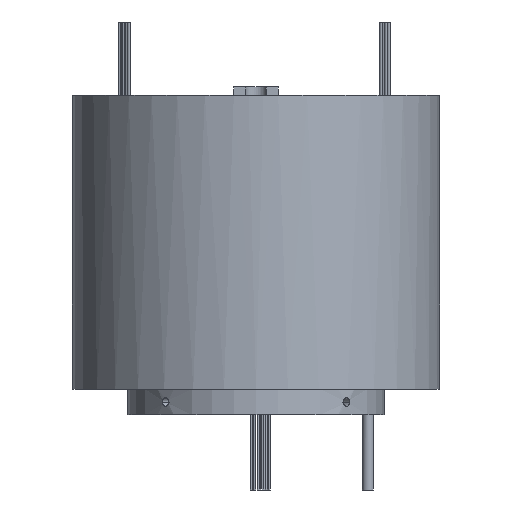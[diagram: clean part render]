
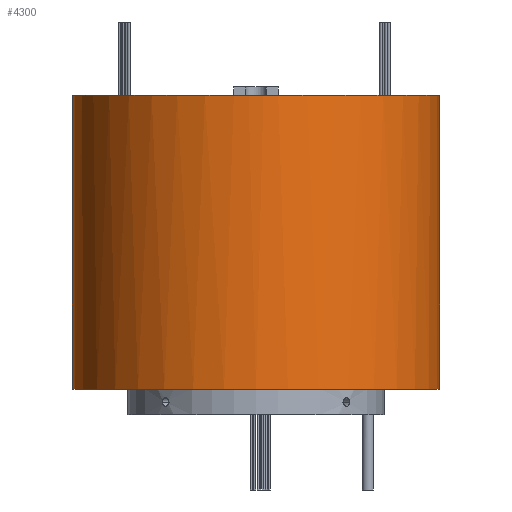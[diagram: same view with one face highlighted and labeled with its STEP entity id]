
A CAD part, front view. The second image highlights one B-rep face of the part: STEP entity #4300.
In plain terms, the highlighted cylindrical face has radius 107.5 mm (diameter 215 mm), a partial arc.
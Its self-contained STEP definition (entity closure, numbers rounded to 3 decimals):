
#72 = CARTESIAN_POINT ( 'NONE',  ( 107.5, 0., 187. ) ) ;
#108 = EDGE_LOOP ( 'NONE', ( #2508, #166, #2676, #5907, #295, #1058 ) ) ;
#166 = ORIENTED_EDGE ( 'NONE', *, *, #5053, .F. ) ;
#295 = ORIENTED_EDGE ( 'NONE', *, *, #2818, .T. ) ;
#355 = DIRECTION ( 'NONE',  ( 0., 0., -1. ) ) ;
#464 = DIRECTION ( 'NONE',  ( 0., 0., 1. ) ) ;
#851 = CYLINDRICAL_SURFACE ( 'NONE', #3213, 107.5 ) ;
#1023 = FACE_OUTER_BOUND ( 'NONE', #108, .T. ) ;
#1058 = ORIENTED_EDGE ( 'NONE', *, *, #3271, .T. ) ;
#1163 = VERTEX_POINT ( 'NONE', #5454 ) ;
#1232 = DIRECTION ( 'NONE',  ( 0., 0., 1. ) ) ;
#1290 = CARTESIAN_POINT ( 'NONE',  ( 0., 0., 187. ) ) ;
#1321 = CARTESIAN_POINT ( 'NONE',  ( 107.5, 0., 15. ) ) ;
#1370 = CARTESIAN_POINT ( 'NONE',  ( 0., 0., 187. ) ) ;
#1446 = CIRCLE ( 'NONE', #3624, 107.5 ) ;
#1790 = DIRECTION ( 'NONE',  ( 1., 0., 0. ) ) ;
#1856 = DIRECTION ( 'NONE',  ( 1., 0., 0. ) ) ;
#2012 = VERTEX_POINT ( 'NONE', #1321 ) ;
#2098 = CIRCLE ( 'NONE', #3579, 107.5 ) ;
#2134 = CARTESIAN_POINT ( 'NONE',  ( 107.5, 0., 187. ) ) ;
#2244 = CARTESIAN_POINT ( 'NONE',  ( -107.5, 0., 15. ) ) ;
#2382 = VERTEX_POINT ( 'NONE', #2134 ) ;
#2505 = CIRCLE ( 'NONE', #5792, 107.5 ) ;
#2508 = ORIENTED_EDGE ( 'NONE', *, *, #5474, .F. ) ;
#2676 = ORIENTED_EDGE ( 'NONE', *, *, #4769, .F. ) ;
#2818 = EDGE_CURVE ( 'NONE', #1163, #5106, #3352, .T. ) ;
#3059 = DIRECTION ( 'NONE',  ( 0., 0., -1. ) ) ;
#3213 = AXIS2_PLACEMENT_3D ( 'NONE', #3328, #355, #6277 ) ;
#3271 = EDGE_CURVE ( 'NONE', #5106, #2012, #2505, .T. ) ;
#3328 = CARTESIAN_POINT ( 'NONE',  ( 0., 0., 187. ) ) ;
#3352 = LINE ( 'NONE', #6410, #4636 ) ;
#3369 = VERTEX_POINT ( 'NONE', #5616 ) ;
#3441 = CARTESIAN_POINT ( 'NONE',  ( 0., 0., 15. ) ) ;
#3571 = EDGE_CURVE ( 'NONE', #1163, #4447, #2098, .T. ) ;
#3579 = AXIS2_PLACEMENT_3D ( 'NONE', #1370, #4785, #1856 ) ;
#3624 = AXIS2_PLACEMENT_3D ( 'NONE', #1290, #4722, #1790 ) ;
#3934 = DIRECTION ( 'NONE',  ( 1., 0., 0. ) ) ;
#3987 = CIRCLE ( 'NONE', #4789, 107.5 ) ;
#4191 = CARTESIAN_POINT ( 'NONE',  ( 0., 0., 187. ) ) ;
#4300 = ADVANCED_FACE ( 'NONE', ( #1023 ), #851, .T. ) ;
#4405 = DIRECTION ( 'NONE',  ( 0., 0., -1. ) ) ;
#4447 = VERTEX_POINT ( 'NONE', #5942 ) ;
#4573 = LINE ( 'NONE', #72, #5738 ) ;
#4636 = VECTOR ( 'NONE', #4405, 1000. ) ;
#4675 = DIRECTION ( 'NONE',  ( 1., 0., 0. ) ) ;
#4722 = DIRECTION ( 'NONE',  ( 0., 0., 1. ) ) ;
#4769 = EDGE_CURVE ( 'NONE', #4447, #3369, #1446, .T. ) ;
#4785 = DIRECTION ( 'NONE',  ( 0., 0., 1. ) ) ;
#4789 = AXIS2_PLACEMENT_3D ( 'NONE', #4191, #1232, #4675 ) ;
#5053 = EDGE_CURVE ( 'NONE', #3369, #2382, #3987, .T. ) ;
#5106 = VERTEX_POINT ( 'NONE', #2244 ) ;
#5454 = CARTESIAN_POINT ( 'NONE',  ( -107.5, 0., 187. ) ) ;
#5474 = EDGE_CURVE ( 'NONE', #2382, #2012, #4573, .T. ) ;
#5616 = CARTESIAN_POINT ( 'NONE',  ( 13., -106.711, 187. ) ) ;
#5738 = VECTOR ( 'NONE', #3059, 1000. ) ;
#5792 = AXIS2_PLACEMENT_3D ( 'NONE', #3441, #464, #3934 ) ;
#5907 = ORIENTED_EDGE ( 'NONE', *, *, #3571, .F. ) ;
#5942 = CARTESIAN_POINT ( 'NONE',  ( -13., -106.711, 187. ) ) ;
#6277 = DIRECTION ( 'NONE',  ( -1., 0., 0. ) ) ;
#6410 = CARTESIAN_POINT ( 'NONE',  ( -107.5, 0., 187. ) ) ;
